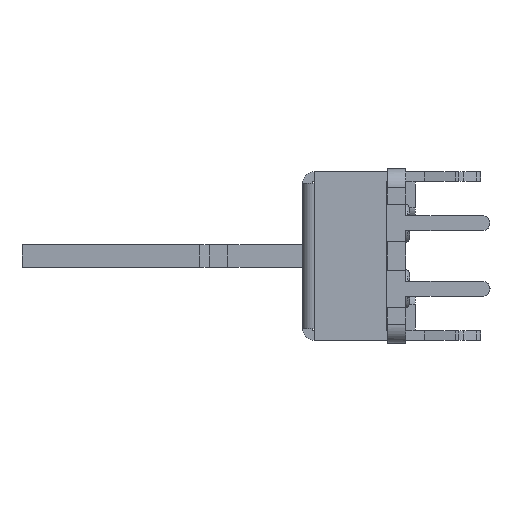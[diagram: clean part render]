
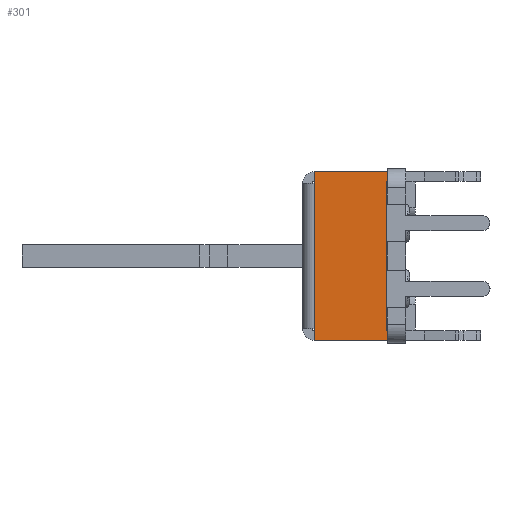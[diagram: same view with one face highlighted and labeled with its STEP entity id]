
A CAD part, left-side view. The second image highlights one B-rep face of the part: STEP entity #301.
In plain terms, the highlighted planar face has unit normal (-1, 0, 0).
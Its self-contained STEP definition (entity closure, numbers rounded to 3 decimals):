
#301=ADVANCED_FACE('',(#986),#987,.T.);
#986=FACE_OUTER_BOUND('',#1824,.T.);
#987=PLANE('',#1825);
#1824=EDGE_LOOP('',(#4528,#4529,#4530,#4531,#4532,#4533,#4534,#4535,#4536,#4537,#4538,#4539));
#1825=AXIS2_PLACEMENT_3D('',#4540,#4541,#4542);
#4528=ORIENTED_EDGE('',*,*,#6273,.F.);
#4529=ORIENTED_EDGE('',*,*,#6378,.F.);
#4530=ORIENTED_EDGE('',*,*,#6297,.F.);
#4531=ORIENTED_EDGE('',*,*,#6166,.F.);
#4532=ORIENTED_EDGE('',*,*,#6514,.F.);
#4533=ORIENTED_EDGE('',*,*,#6515,.T.);
#4534=ORIENTED_EDGE('',*,*,#6516,.T.);
#4535=ORIENTED_EDGE('',*,*,#6191,.F.);
#4536=ORIENTED_EDGE('',*,*,#6029,.F.);
#4537=ORIENTED_EDGE('',*,*,#6376,.F.);
#4538=ORIENTED_EDGE('',*,*,#5953,.F.);
#4539=ORIENTED_EDGE('',*,*,#6086,.T.);
#4540=CARTESIAN_POINT('',(-30.0,-1.363,4.25));
#4541=DIRECTION('',(-1.0,0.0,0.0));
#4542=DIRECTION('',(0.0,0.0,1.0));
#5953=EDGE_CURVE('',#7425,#7426,#7427,.T.);
#6029=EDGE_CURVE('',#7546,#7548,#7549,.T.);
#6086=EDGE_CURVE('',#7425,#7627,#7629,.T.);
#6166=EDGE_CURVE('',#7761,#7763,#7764,.T.);
#6191=EDGE_CURVE('',#7548,#7756,#7809,.T.);
#6273=EDGE_CURVE('',#7945,#7627,#7947,.T.);
#6297=EDGE_CURVE('',#7763,#7983,#7984,.T.);
#6376=EDGE_CURVE('',#7426,#7546,#8104,.T.);
#6378=EDGE_CURVE('',#7983,#7945,#8106,.T.);
#6514=EDGE_CURVE('',#8273,#7761,#8274,.T.);
#6515=EDGE_CURVE('',#8273,#8275,#8276,.T.);
#6516=EDGE_CURVE('',#8275,#7756,#8277,.T.);
#7425=VERTEX_POINT('',#9600);
#7426=VERTEX_POINT('',#9601);
#7427=LINE('',#9602,#9603);
#7546=VERTEX_POINT('',#9817);
#7548=VERTEX_POINT('',#9820);
#7549=LINE('',#9821,#9822);
#7627=VERTEX_POINT('',#9946);
#7629=LINE('',#9949,#9950);
#7756=VERTEX_POINT('',#10125);
#7761=VERTEX_POINT('',#10132);
#7763=VERTEX_POINT('',#10135);
#7764=LINE('',#10136,#10137);
#7809=LINE('',#10199,#10200);
#7945=VERTEX_POINT('',#10428);
#7947=LINE('',#10431,#10432);
#7983=VERTEX_POINT('',#10488);
#7984=LINE('',#10489,#10490);
#8104=LINE('',#10714,#10715);
#8106=LINE('',#10717,#10718);
#8273=VERTEX_POINT('',#10998);
#8274=LINE('',#10999,#11000);
#8275=VERTEX_POINT('',#11001);
#8276=LINE('',#11002,#11003);
#8277=LINE('',#11004,#11005);
#9600=CARTESIAN_POINT('',(-30.0,-3.275,-4.0));
#9601=CARTESIAN_POINT('',(-30.0,-3.3,-4.0));
#9602=CARTESIAN_POINT('',(-30.0,-3.275,-4.0));
#9603=VECTOR('',#12460,0.025);
#9817=CARTESIAN_POINT('',(-30.0,-3.3,-4.5));
#9820=CARTESIAN_POINT('',(-30.0,0.575,-4.5));
#9821=CARTESIAN_POINT('',(-30.0,-3.3,-4.5));
#9822=VECTOR('',#12550,3.875);
#9946=CARTESIAN_POINT('',(-30.0,-3.275,4.0));
#9949=CARTESIAN_POINT('',(-30.0,-3.275,-4.0));
#9950=VECTOR('',#12625,8.0);
#10125=CARTESIAN_POINT('',(-30.,0.575,-3.875));
#10132=CARTESIAN_POINT('',(-30.,0.575,3.875));
#10135=CARTESIAN_POINT('',(-30.0,0.575,4.5));
#10136=CARTESIAN_POINT('',(-30.,0.575,3.875));
#10137=VECTOR('',#12761,0.625);
#10199=CARTESIAN_POINT('',(-30.0,0.575,-4.5));
#10200=VECTOR('',#12800,0.625);
#10428=CARTESIAN_POINT('',(-30.0,-3.3,4.0));
#10431=CARTESIAN_POINT('',(-30.0,-3.3,4.0));
#10432=VECTOR('',#12918,0.025);
#10488=CARTESIAN_POINT('',(-30.0,-3.3,4.5));
#10489=CARTESIAN_POINT('',(-30.0,0.575,4.5));
#10490=VECTOR('',#12948,3.875);
#10714=CARTESIAN_POINT('',(-30.0,-3.3,-4.0));
#10715=VECTOR('',#13035,0.5);
#10717=CARTESIAN_POINT('',(-30.0,-3.3,4.5));
#10718=VECTOR('',#13039,0.5);
#10998=CARTESIAN_POINT('',(-30.,0.6,3.875));
#10999=CARTESIAN_POINT('',(-30.,0.6,3.875));
#11000=VECTOR('',#13219,0.025);
#11001=CARTESIAN_POINT('',(-30.0,0.6,-3.875));
#11002=CARTESIAN_POINT('',(-30.,0.6,3.875));
#11003=VECTOR('',#13220,7.75);
#11004=CARTESIAN_POINT('',(-30.,0.6,-3.875));
#11005=VECTOR('',#13221,0.025);
#12460=DIRECTION('',(0.0,-1.0,0.0));
#12550=DIRECTION('',(0.0,1.0,0.0));
#12625=DIRECTION('',(0.0,0.0,1.0));
#12761=DIRECTION('',(0.,0.,1.0));
#12800=DIRECTION('',(0.,0.,1.0));
#12918=DIRECTION('',(0.0,1.0,0.0));
#12948=DIRECTION('',(0.0,-1.0,0.0));
#13035=DIRECTION('',(0.0,0.0,-1.0));
#13039=DIRECTION('',(0.0,0.0,-1.0));
#13219=DIRECTION('',(0.0,-1.0,0.));
#13220=DIRECTION('',(0.0,0.0,-1.0));
#13221=DIRECTION('',(0.0,-1.0,0.));
